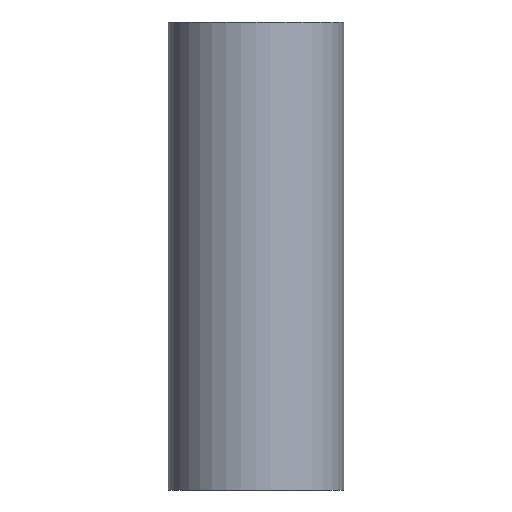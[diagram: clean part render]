
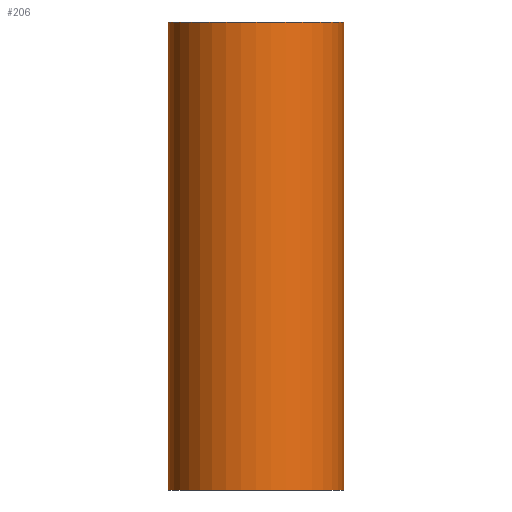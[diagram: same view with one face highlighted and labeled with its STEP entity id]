
A CAD part, front view. The second image highlights one B-rep face of the part: STEP entity #206.
In plain terms, the highlighted cylindrical face has radius 7.5 mm (diameter 15 mm), a partial arc.
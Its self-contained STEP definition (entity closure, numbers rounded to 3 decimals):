
#3 = AXIS2_PLACEMENT_3D ( 'NONE', #156, #217, #184 ) ;
#6 = VECTOR ( 'NONE', #53, 1000. ) ;
#10 = DIRECTION ( 'NONE',  ( 0., 0., -1. ) ) ;
#20 = CARTESIAN_POINT ( 'NONE',  ( 0., 0., 40. ) ) ;
#22 = ORIENTED_EDGE ( 'NONE', *, *, #169, .T. ) ;
#32 = CARTESIAN_POINT ( 'NONE',  ( -7.5, 0., 40. ) ) ;
#41 = DIRECTION ( 'NONE',  ( 1., 0., 0. ) ) ;
#42 = VERTEX_POINT ( 'NONE', #116 ) ;
#49 = DIRECTION ( 'NONE',  ( -1., 0., 0. ) ) ;
#53 = DIRECTION ( 'NONE',  ( 0., 0., -1. ) ) ;
#66 = ORIENTED_EDGE ( 'NONE', *, *, #128, .F. ) ;
#67 = FACE_OUTER_BOUND ( 'NONE', #212, .T. ) ;
#79 = AXIS2_PLACEMENT_3D ( 'NONE', #20, #209, #41 ) ;
#81 = DIRECTION ( 'NONE',  ( 0., 0., -1. ) ) ;
#83 = EDGE_CURVE ( 'NONE', #191, #160, #189, .T. ) ;
#84 = ORIENTED_EDGE ( 'NONE', *, *, #243, .T. ) ;
#85 = LINE ( 'NONE', #32, #196 ) ;
#116 = CARTESIAN_POINT ( 'NONE',  ( -7.5, 0., 0. ) ) ;
#118 = CARTESIAN_POINT ( 'NONE',  ( 7.5, 0., 40. ) ) ;
#121 = VERTEX_POINT ( 'NONE', #137 ) ;
#128 = EDGE_CURVE ( 'NONE', #160, #121, #225, .T. ) ;
#137 = CARTESIAN_POINT ( 'NONE',  ( 7.5, 0., 0. ) ) ;
#142 = CYLINDRICAL_SURFACE ( 'NONE', #239, 7.5 ) ;
#153 = ORIENTED_EDGE ( 'NONE', *, *, #83, .F. ) ;
#156 = CARTESIAN_POINT ( 'NONE',  ( 0., 0., 0. ) ) ;
#160 = VERTEX_POINT ( 'NONE', #227 ) ;
#169 = EDGE_CURVE ( 'NONE', #191, #42, #85, .T. ) ;
#180 = CARTESIAN_POINT ( 'NONE',  ( -7.5, 0., 40. ) ) ;
#184 = DIRECTION ( 'NONE',  ( 1., 0., 0. ) ) ;
#189 = CIRCLE ( 'NONE', #79, 7.5 ) ;
#191 = VERTEX_POINT ( 'NONE', #180 ) ;
#196 = VECTOR ( 'NONE', #81, 1000. ) ;
#197 = CIRCLE ( 'NONE', #3, 7.5 ) ;
#206 = ADVANCED_FACE ( 'NONE', ( #67 ), #142, .T. ) ;
#209 = DIRECTION ( 'NONE',  ( 0., 0., 1. ) ) ;
#212 = EDGE_LOOP ( 'NONE', ( #66, #153, #22, #84 ) ) ;
#217 = DIRECTION ( 'NONE',  ( 0., 0., 1. ) ) ;
#225 = LINE ( 'NONE', #118, #6 ) ;
#227 = CARTESIAN_POINT ( 'NONE',  ( 7.5, 0., 40. ) ) ;
#237 = CARTESIAN_POINT ( 'NONE',  ( 0., 0., 40. ) ) ;
#239 = AXIS2_PLACEMENT_3D ( 'NONE', #237, #10, #49 ) ;
#243 = EDGE_CURVE ( 'NONE', #42, #121, #197, .T. ) ;
